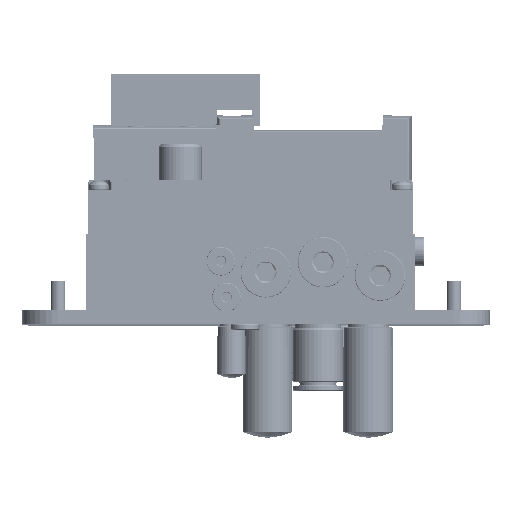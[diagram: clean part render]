
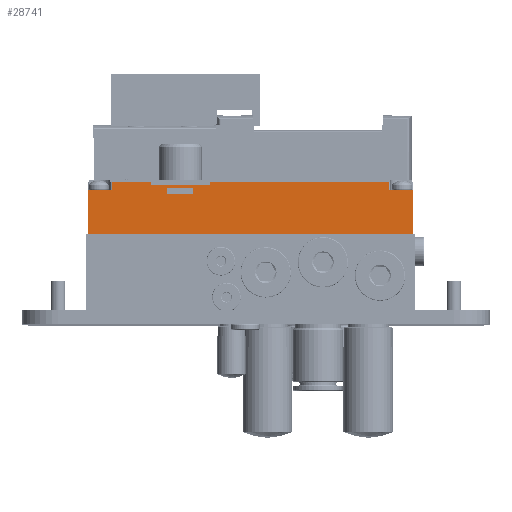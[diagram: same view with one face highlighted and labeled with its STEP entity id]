
A CAD part, top view. The second image highlights one B-rep face of the part: STEP entity #28741.
In plain terms, the highlighted planar face has unit normal (0, 0, 1).
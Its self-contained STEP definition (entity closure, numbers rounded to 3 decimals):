
#1699=FACE_BOUND('',#7370,.T.);
#5008=FACE_OUTER_BOUND('',#7369,.T.);
#7369=EDGE_LOOP('',(#24007,#24008,#24009,#24010,#24011,#24012,#24013,#24014,
#24015,#24016,#24017,#24018));
#7370=EDGE_LOOP('',(#24019,#24020,#24021,#24022));
#9756=LINE('',#47194,#11981);
#9759=LINE('',#47200,#11984);
#9765=LINE('',#47211,#11990);
#9766=LINE('',#47214,#11991);
#9767=LINE('',#47216,#11992);
#9768=LINE('',#47218,#11993);
#9769=LINE('',#47220,#11994);
#9770=LINE('',#47222,#11995);
#9771=LINE('',#47224,#11996);
#9772=LINE('',#47226,#11997);
#9773=LINE('',#47228,#11998);
#9774=LINE('',#47229,#11999);
#9775=LINE('',#47232,#12000);
#9776=LINE('',#47234,#12001);
#9777=LINE('',#47236,#12002);
#9778=LINE('',#47237,#12003);
#11981=VECTOR('',#38234,10.);
#11984=VECTOR('',#38239,10.);
#11990=VECTOR('',#38247,10.);
#11991=VECTOR('',#38250,10.);
#11992=VECTOR('',#38251,10.);
#11993=VECTOR('',#38252,10.);
#11994=VECTOR('',#38253,10.);
#11995=VECTOR('',#38254,10.);
#11996=VECTOR('',#38255,10.);
#11997=VECTOR('',#38256,10.);
#11998=VECTOR('',#38257,10.);
#11999=VECTOR('',#38258,10.);
#12000=VECTOR('',#38259,10.);
#12001=VECTOR('',#38260,10.);
#12002=VECTOR('',#38261,10.);
#12003=VECTOR('',#38262,10.);
#14479=VERTEX_POINT('',#47191);
#14480=VERTEX_POINT('',#47193);
#14481=VERTEX_POINT('',#47197);
#14485=VERTEX_POINT('',#47206);
#14487=VERTEX_POINT('',#47213);
#14488=VERTEX_POINT('',#47215);
#14489=VERTEX_POINT('',#47217);
#14490=VERTEX_POINT('',#47219);
#14491=VERTEX_POINT('',#47221);
#14492=VERTEX_POINT('',#47223);
#14493=VERTEX_POINT('',#47225);
#14494=VERTEX_POINT('',#47227);
#14495=VERTEX_POINT('',#47230);
#14496=VERTEX_POINT('',#47231);
#14497=VERTEX_POINT('',#47233);
#14498=VERTEX_POINT('',#47235);
#17851=EDGE_CURVE('',#14480,#14479,#9756,.T.);
#17854=EDGE_CURVE('',#14479,#14481,#9759,.T.);
#17860=EDGE_CURVE('',#14485,#14480,#9765,.T.);
#17861=EDGE_CURVE('',#14481,#14487,#9766,.T.);
#17862=EDGE_CURVE('',#14488,#14487,#9767,.T.);
#17863=EDGE_CURVE('',#14488,#14489,#9768,.T.);
#17864=EDGE_CURVE('',#14490,#14489,#9769,.T.);
#17865=EDGE_CURVE('',#14490,#14491,#9770,.T.);
#17866=EDGE_CURVE('',#14491,#14492,#9771,.T.);
#17867=EDGE_CURVE('',#14492,#14493,#9772,.T.);
#17868=EDGE_CURVE('',#14493,#14494,#9773,.T.);
#17869=EDGE_CURVE('',#14494,#14485,#9774,.T.);
#17870=EDGE_CURVE('',#14495,#14496,#9775,.T.);
#17871=EDGE_CURVE('',#14496,#14497,#9776,.T.);
#17872=EDGE_CURVE('',#14497,#14498,#9777,.T.);
#17873=EDGE_CURVE('',#14498,#14495,#9778,.T.);
#24007=ORIENTED_EDGE('',*,*,#17860,.T.);
#24008=ORIENTED_EDGE('',*,*,#17851,.T.);
#24009=ORIENTED_EDGE('',*,*,#17854,.T.);
#24010=ORIENTED_EDGE('',*,*,#17861,.T.);
#24011=ORIENTED_EDGE('',*,*,#17862,.F.);
#24012=ORIENTED_EDGE('',*,*,#17863,.T.);
#24013=ORIENTED_EDGE('',*,*,#17864,.F.);
#24014=ORIENTED_EDGE('',*,*,#17865,.T.);
#24015=ORIENTED_EDGE('',*,*,#17866,.T.);
#24016=ORIENTED_EDGE('',*,*,#17867,.T.);
#24017=ORIENTED_EDGE('',*,*,#17868,.T.);
#24018=ORIENTED_EDGE('',*,*,#17869,.T.);
#24019=ORIENTED_EDGE('',*,*,#17870,.T.);
#24020=ORIENTED_EDGE('',*,*,#17871,.T.);
#24021=ORIENTED_EDGE('',*,*,#17872,.T.);
#24022=ORIENTED_EDGE('',*,*,#17873,.T.);
#27267=PLANE('',#31473);
#28741=ADVANCED_FACE('',(#5008,#1699),#27267,.T.);
#31473=AXIS2_PLACEMENT_3D('',#47212,#38248,#38249);
#38234=DIRECTION('',(-1.,0.,0.));
#38239=DIRECTION('',(0.,1.,0.));
#38247=DIRECTION('',(0.,-1.,0.));
#38248=DIRECTION('center_axis',(0.,0.,1.));
#38249=DIRECTION('ref_axis',(1.,0.,0.));
#38250=DIRECTION('',(-1.,0.,0.));
#38251=DIRECTION('',(0.,1.,0.));
#38252=DIRECTION('',(-1.,0.,0.));
#38253=DIRECTION('',(0.,1.,0.));
#38254=DIRECTION('',(1.,0.,0.));
#38255=DIRECTION('',(0.,1.,0.));
#38256=DIRECTION('',(-1.,0.,0.));
#38257=DIRECTION('',(0.,1.,0.));
#38258=DIRECTION('',(-1.,0.,0.));
#38259=DIRECTION('',(0.,1.,0.));
#38260=DIRECTION('',(1.,0.,0.));
#38261=DIRECTION('',(0.,-1.,0.));
#38262=DIRECTION('',(-1.,0.,0.));
#47191=CARTESIAN_POINT('',(-27.75,13.8,20.925));
#47193=CARTESIAN_POINT('',(-11.25,13.8,20.925));
#47194=CARTESIAN_POINT('',(-32.375,13.8,20.925));
#47197=CARTESIAN_POINT('',(-27.75,14.4,20.925));
#47200=CARTESIAN_POINT('',(-27.75,7.2,20.925));
#47206=CARTESIAN_POINT('',(-11.25,14.4,20.925));
#47211=CARTESIAN_POINT('',(-11.25,7.2,20.925));
#47212=CARTESIAN_POINT('Origin',(-45.25,0.,20.925));
#47213=CARTESIAN_POINT('',(-38.4,14.4,20.925));
#47214=CARTESIAN_POINT('',(-22.625,14.4,20.925));
#47215=CARTESIAN_POINT('',(-38.4,12.3,20.925));
#47216=CARTESIAN_POINT('',(-38.4,15.,20.925));
#47217=CARTESIAN_POINT('',(-45.25,12.3,20.925));
#47218=CARTESIAN_POINT('',(-22.625,12.3,20.925));
#47219=CARTESIAN_POINT('',(-45.25,0.,20.925));
#47220=CARTESIAN_POINT('',(-45.25,0.,20.925));
#47221=CARTESIAN_POINT('',(45.25,0.,20.925));
#47222=CARTESIAN_POINT('',(-45.25,0.,20.925));
#47223=CARTESIAN_POINT('',(45.25,12.3,20.925));
#47224=CARTESIAN_POINT('',(45.25,0.,20.925));
#47225=CARTESIAN_POINT('',(38.4,12.3,20.925));
#47226=CARTESIAN_POINT('',(-22.625,12.3,20.925));
#47227=CARTESIAN_POINT('',(38.4,14.4,20.925));
#47228=CARTESIAN_POINT('',(38.4,15.,20.925));
#47229=CARTESIAN_POINT('',(-22.625,14.4,20.925));
#47230=CARTESIAN_POINT('',(-23.11,11.29,20.925));
#47231=CARTESIAN_POINT('',(-23.11,12.79,20.925));
#47232=CARTESIAN_POINT('',(-23.11,6.02,20.925));
#47233=CARTESIAN_POINT('',(-15.89,12.79,20.925));
#47234=CARTESIAN_POINT('',(-32.375,12.79,20.925));
#47235=CARTESIAN_POINT('',(-15.89,11.29,20.925));
#47236=CARTESIAN_POINT('',(-15.89,6.02,20.925));
#47237=CARTESIAN_POINT('',(-32.375,11.29,20.925));
